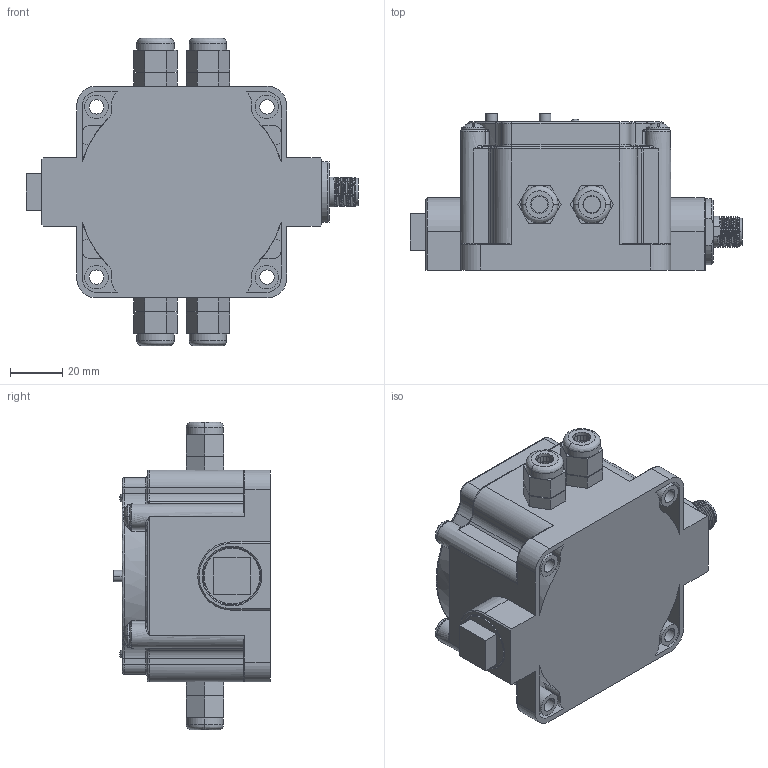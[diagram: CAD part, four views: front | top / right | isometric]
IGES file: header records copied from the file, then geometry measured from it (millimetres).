
Start section:  PTC IGES file: 139775.igs
Global section: file name: 139775.igs; native system: Pro/ENGINEER by Parametric Technology Corporation; preprocessor: 2006170; author: banengservice; organization: Unknown; date: 20080604.102903; units: inch
Bounding box: 126.71 x 59.79 x 117.43 mm (x, y, z)
Volume: 134121.3 mm3; surface area: 101885.7 mm2
Topology: 1 solids, 7 shells, 1932 faces, 4941 edges, 3184 vertices
Faces by surface type: bspline 1005, revolution 927
